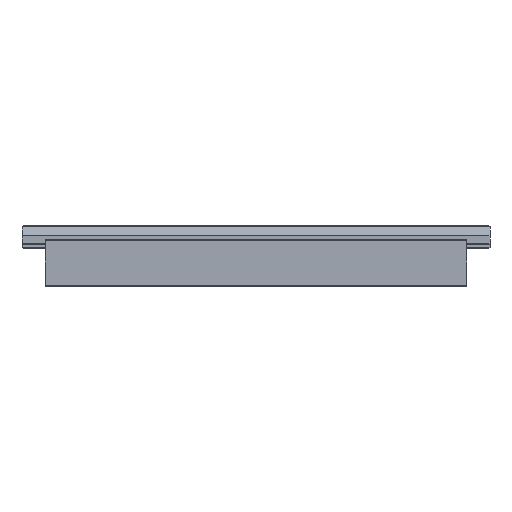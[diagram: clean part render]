
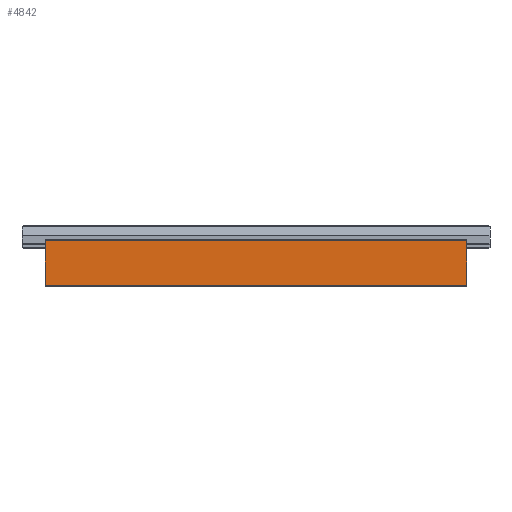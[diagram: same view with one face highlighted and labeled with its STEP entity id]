
A CAD part, left-side view. The second image highlights one B-rep face of the part: STEP entity #4842.
In plain terms, the highlighted planar face has unit normal (-1, 0, 0).
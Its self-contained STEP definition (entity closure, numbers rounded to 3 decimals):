
#457=FACE_OUTER_BOUND('',#722,.T.);
#722=EDGE_LOOP('',(#3619,#3620,#3621,#3622));
#1110=LINE('',#7482,#1614);
#1140=LINE('',#7543,#1644);
#1143=LINE('',#7549,#1647);
#1144=LINE('',#7550,#1648);
#1614=VECTOR('',#5889,10.);
#1644=VECTOR('',#5937,10.);
#1647=VECTOR('',#5942,10.);
#1648=VECTOR('',#5943,10.);
#2099=VERTEX_POINT('',#7479);
#2100=VERTEX_POINT('',#7481);
#2122=VERTEX_POINT('',#7542);
#2124=VERTEX_POINT('',#7548);
#2636=EDGE_CURVE('',#2099,#2100,#1110,.T.);
#2666=EDGE_CURVE('',#2100,#2122,#1140,.T.);
#2669=EDGE_CURVE('',#2124,#2099,#1143,.T.);
#2670=EDGE_CURVE('',#2124,#2122,#1144,.T.);
#3619=ORIENTED_EDGE('',*,*,#2666,.F.);
#3620=ORIENTED_EDGE('',*,*,#2636,.F.);
#3621=ORIENTED_EDGE('',*,*,#2669,.F.);
#3622=ORIENTED_EDGE('',*,*,#2670,.T.);
#4644=PLANE('',#5176);
#4842=ADVANCED_FACE('',(#457),#4644,.T.);
#5176=AXIS2_PLACEMENT_3D('',#7547,#5940,#5941);
#5889=DIRECTION('',(0.,0.,1.));
#5937=DIRECTION('',(0.,-1.,0.));
#5940=DIRECTION('center_axis',(-1.,0.,0.));
#5941=DIRECTION('ref_axis',(0.,0.,
1.));
#5942=DIRECTION('',(0.,1.,0.));
#5943=DIRECTION('',(0.,0.,1.));
#7479=CARTESIAN_POINT('',(-190.,25.64,-75.85));
#7481=CARTESIAN_POINT('',(-190.,25.64,-66.35));
#7482=CARTESIAN_POINT('',(-190.,25.64,-76.1));
#7542=CARTESIAN_POINT('',(-190.,-64.36,-66.35));
#7543=CARTESIAN_POINT('',(-190.,-64.36,-66.35));
#7547=CARTESIAN_POINT('Origin',(-190.,-64.36,-76.1));
#7548=CARTESIAN_POINT('',(-190.,-64.36,-75.85));
#7549=CARTESIAN_POINT('',(-190.,-64.36,-75.85));
#7550=CARTESIAN_POINT('',(-190.,-64.36,-76.1));
